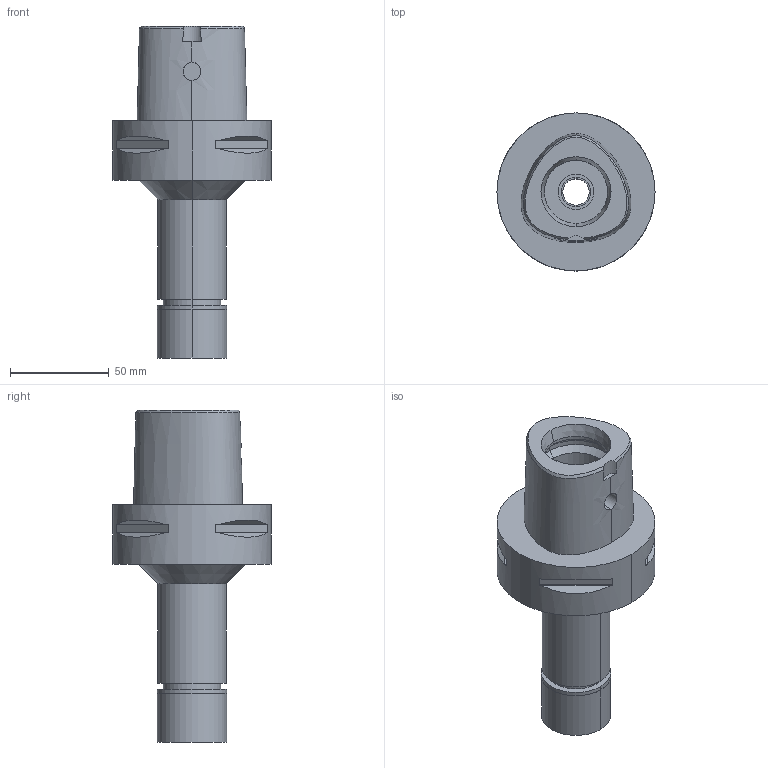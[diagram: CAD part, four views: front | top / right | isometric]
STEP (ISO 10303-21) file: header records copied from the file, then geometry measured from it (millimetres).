
FILE_DESCRIPTION (( 'STEP AP203' ), '1' );
FILE_NAME ('C8-MEGA13N-120.stp', '2019-07-03T20:16:57', ( '' ), ( '' ), 'SwSTEP 2.0', 'SolidWorks 2019', '' );
FILE_SCHEMA (( 'CONFIG_CONTROL_DESIGN' ));
Length unit declared in the file: millimetre
Products named in the file (7): DXF_TEMP_ASSY_ASM_4_ASM.stp; C8-MEGA13N-120-130_ASM.stp; C8-MEGA13N-120; C8-MEGA13N-120-130-FreeParts; MGN13_1.stp; C8-MEGA13N-120_1.stp; C8-MEGA13N-120-130.stp
Assembly tree (5 placements, depth 5):
  C8-MEGA13N-120
    C8-MEGA13N-120-130.stp
      C8-MEGA13N-120-130_ASM.stp
        DXF_TEMP_ASSY_ASM_4_ASM.stp
          C8-MEGA13N-120_1.stp
          MGN13_1.stp
  C8-MEGA13N-120-130-FreeParts
Bounding box: 80 x 80 x 168 mm (x, y, z)
Volume: 292023.3 mm3; surface area: 49711.1 mm2
Topology: 2 solids, 2 shells, 98 faces, 212 edges, 133 vertices
Faces by surface type: cylinder 41, plane 39, cone 12, bspline 4, torus 2
Entity records: 5096 total; most frequent: CARTESIAN_POINT 2206, DIRECTION 499, ORIENTED_EDGE 424, EDGE_CURVE 212, AXIS2_PLACEMENT_3D 209, VERTEX_POINT 133, EDGE_LOOP 119, CIRCLE 104
